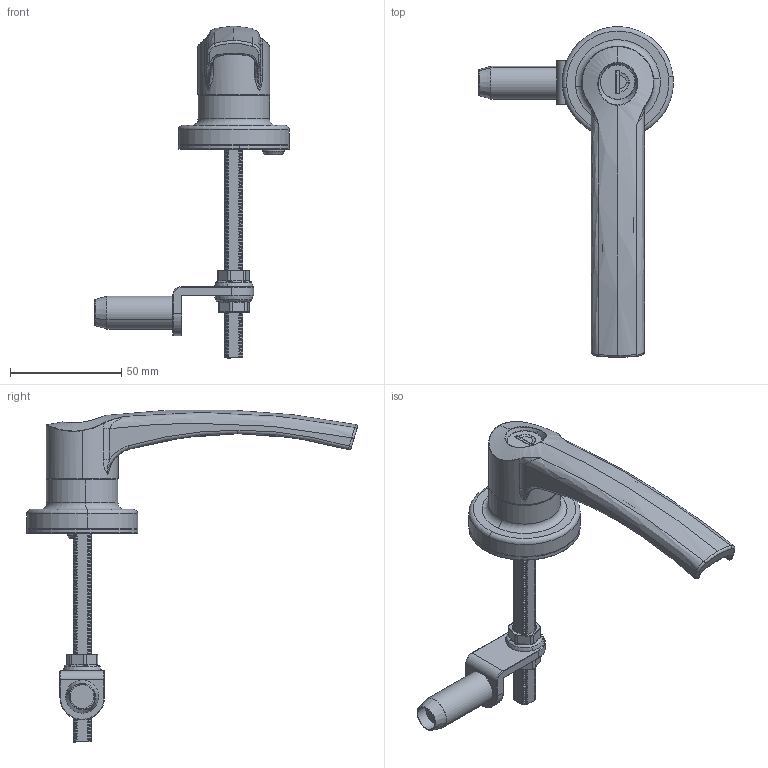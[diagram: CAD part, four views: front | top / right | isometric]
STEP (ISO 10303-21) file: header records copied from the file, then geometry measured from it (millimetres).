
FILE_DESCRIPTION (( 'STEP AP203' ), '1' );
FILE_NAME ('MS-360.STEP', '2015-08-14T01:49:53', ( '' ), ( '' ), 'SwSTEP 2.0', 'SolidWorks 2010', '' );
FILE_SCHEMA (( 'CONFIG_CONTROL_DESIGN' ));
Products named in the file (9): 擋板P2; 螺母; MS-360; 圓座; 把手; 鎖芯; 軸; 防水墊片; 擋板P1
Assembly tree (9 placements, depth 2):
  MS-360
    螺母  x2
    軸
    把手
    鎖芯
    防水墊片
    擋板P1
    擋板P2
    圓座
Bounding box: 87.44 x 148.55 x 149.16 mm (x, y, z)
Volume: 71833.4 mm3; surface area: 41963.6 mm2
Topology: 9 solids, 9 shells, 1606 faces, 4538 edges, 2959 vertices
Faces by surface type: bspline 967, cylinder 437, plane 109, torus 76, cone 14, sphere 3
Entity records: 82693 total; most frequent: CARTESIAN_POINT 52562, ORIENTED_EDGE 8756, EDGE_CURVE 4378, VERTEX_POINT 2869, DIRECTION 2832, B_SPLINE_CURVE_WITH_KNOTS 1919, EDGE_LOOP 1563, ADVANCED_FACE 1538
